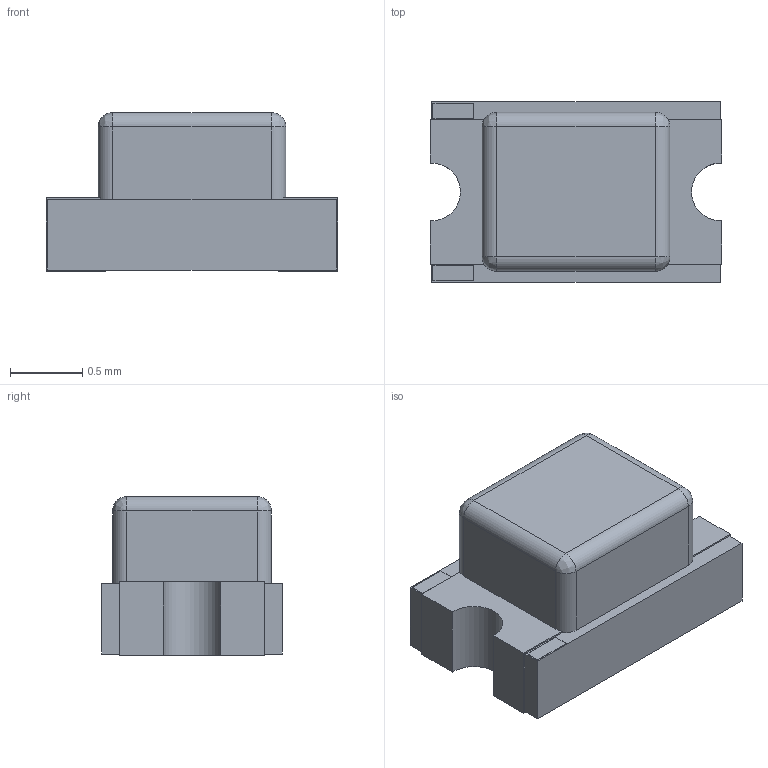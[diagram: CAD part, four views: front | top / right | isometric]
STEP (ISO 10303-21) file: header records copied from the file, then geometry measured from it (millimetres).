
FILE_DESCRIPTION(('FreeCAD Model'),'2;1');
FILE_NAME('LED_0805.step','2017-11-08T10:07:11',('kicad StepUp'),('ksu MCAD'), 'Open CASCADE STEP processor 6.8','FreeCAD','Unknown');
FILE_SCHEMA(('AUTOMOTIVE_DESIGN_CC2 { 1 2 10303 214 -1 1 5 4 }'));
Length unit declared in the file: millimetre
Products named in the file (1): LED_0805
Bounding box: 2.02 x 1.25 x 1.1 mm (x, y, z)
Volume: 2 mm3; surface area: 10.9 mm2
Topology: 1 solids, 1 shells, 53 faces, 139 edges, 86 vertices
Faces by surface type: plane 38, cylinder 11, bspline 4
Entity records: 2009 total; most frequent: CARTESIAN_POINT 335, ORIENTED_EDGE 270, DIRECTION 261, EDGE_CURVE 135, LINE 109, VECTOR 109, VERTEX_POINT 86, AXIS2_PLACEMENT_3D 76
